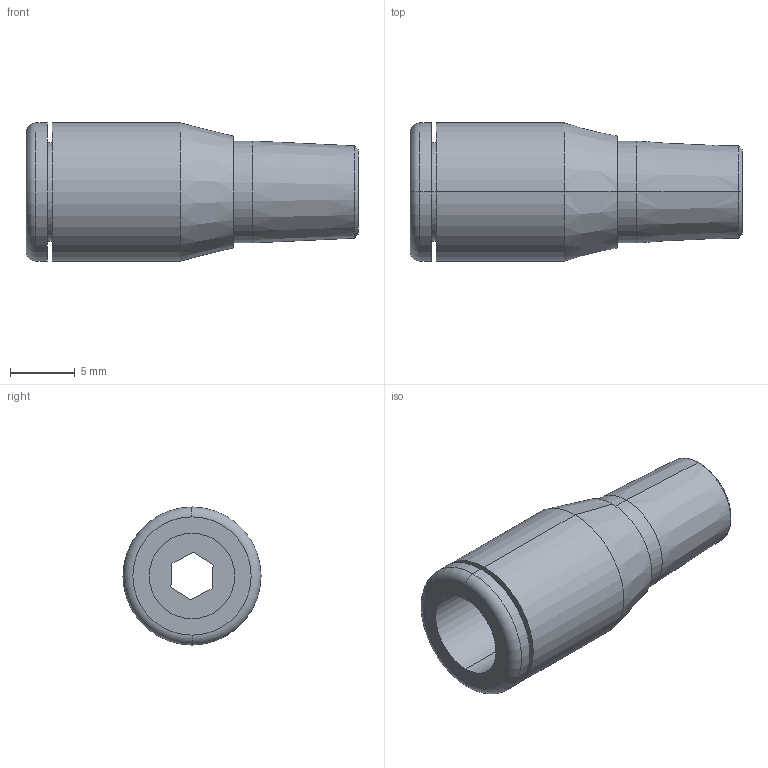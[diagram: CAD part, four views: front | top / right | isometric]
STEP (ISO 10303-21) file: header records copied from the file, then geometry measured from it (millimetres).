
FILE_DESCRIPTION (( 'STEP AP203' ), '1' );
FILE_NAME ('1_16 NPT fitting.STEP', '2011-09-29T00:28:42', ( ' ' ), ( ' ' ), 'SwSTEP 2.0', 'SolidWorks 2005339', '' );
FILE_SCHEMA (( 'CONFIG_CONTROL_DESIGN' ));
Length unit declared in the file: inch
Products named in the file (1): 1_16 NPT fitting
Bounding box: 25.65 x 10.67 x 10.67 mm (x, y, z)
Volume: 1183.5 mm3; surface area: 1370.6 mm2
Topology: 1 solids, 1 shells, 30 faces, 64 edges, 40 vertices
Faces by surface type: plane 12, cylinder 10, cone 6, torus 2
Entity records: 897 total; most frequent: DIRECTION 156, CARTESIAN_POINT 135, ORIENTED_EDGE 128, EDGE_CURVE 64, AXIS2_PLACEMENT_3D 61, VERTEX_POINT 40, EDGE_LOOP 36, VECTOR 34
